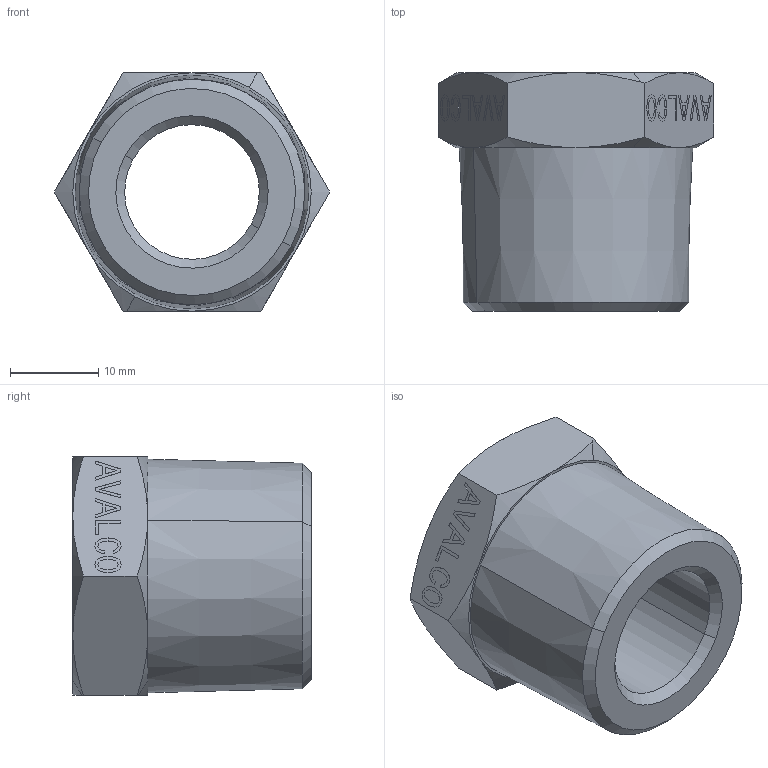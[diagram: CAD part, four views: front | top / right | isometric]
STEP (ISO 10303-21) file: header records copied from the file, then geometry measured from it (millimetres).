
FILE_DESCRIPTION(( 'RX.14.34.38.stp' ), '1');
FILE_NAME( 'RX.14.34.38.stp', '2018-10-10T12:03:48',( 'Sopra'),('sopra-pneumatic.com'), 'SwSTEP 2.0','SolidWorks 2009','' );
FILE_SCHEMA(('CONFIG_CONTROL_DESIGN'));
Length unit declared in the file: millimetre
Products named in the file (1): DS530-R34G38
Bounding box: 31.18 x 27 x 27 mm (x, y, z)
Volume: 10099.3 mm3; surface area: 4299 mm2
Topology: 1 solids, 1 shells, 371 faces, 1005 edges, 664 vertices
Faces by surface type: plane 345, cone 24, cylinder 2
Entity records: 11099 total; most frequent: CARTESIAN_POINT 2087, ORIENTED_EDGE 2010, DIRECTION 1553, EDGE_CURVE 1005, VECTOR 947, LINE 947, VERTEX_POINT 664, EDGE_LOOP 401
